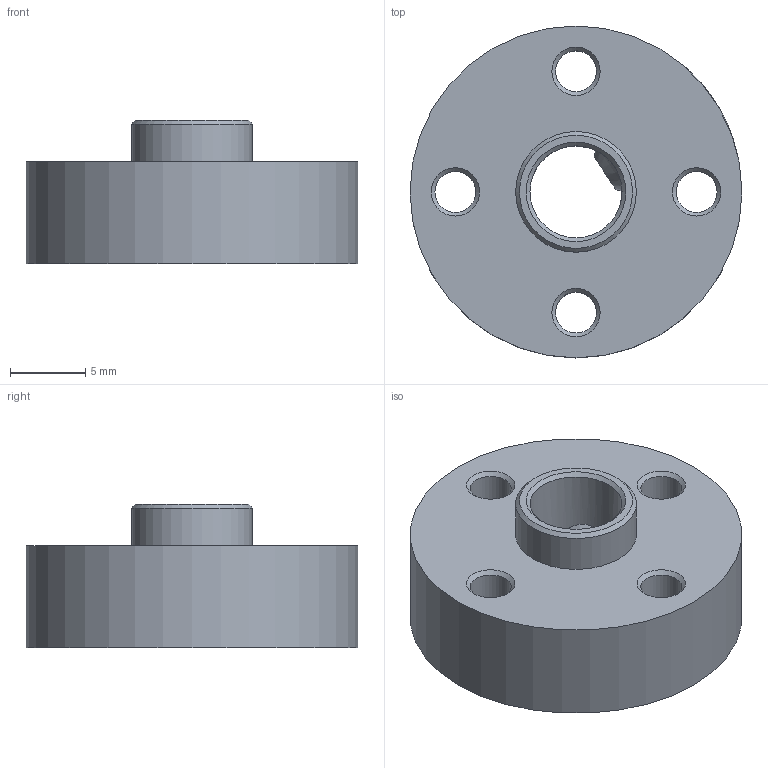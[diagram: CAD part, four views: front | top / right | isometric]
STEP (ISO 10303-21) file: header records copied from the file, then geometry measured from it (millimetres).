
FILE_DESCRIPTION(/* description */ (''),/* implementation_level */ '2;1');
FILE_NAME(/* name */ 'tetrix_739079_2012.stp',/* time_stamp */ '2013-08-31T13:48:00-08:00',/* author */ ('Kyle'),/* organization */ (''),/* preprocessor_version */ 'ST-DEVELOPER v15.2',/* originating_system */ 'Autodesk Inventor 2014',/* authorisation */ '');
FILE_SCHEMA (('AUTOMOTIVE_DESIGN { 1 0 10303 214 3 1 1 }'));
Length unit declared in the file: millimetre
Products named in the file (3): TETRIX_739079_COLLAR_2012; TETRIX_739079_SCREW_2012; tetrix_739079_2012
Bounding box: 22 x 22 x 9.5 mm (x, y, z)
Volume: 2283.4 mm3; surface area: 1818.9 mm2
Topology: 2 solids, 2 shells, 36 faces, 87 edges, 56 vertices
Faces by surface type: cone 13, plane 12, cylinder 9, bspline 2
Full cylindrical faces by diameter (mm): 2.705 x4, 4.04 x1, 4.826 x1, 6.1 x1, 8 x1, 22 x1
Entity records: 1321 total; most frequent: CARTESIAN_POINT 525, DIRECTION 156, ORIENTED_EDGE 114, EDGE_LOOP 72, AXIS2_PLACEMENT_3D 68, EDGE_CURVE 57, VERTEX_POINT 49, FACE_BOUND 36
